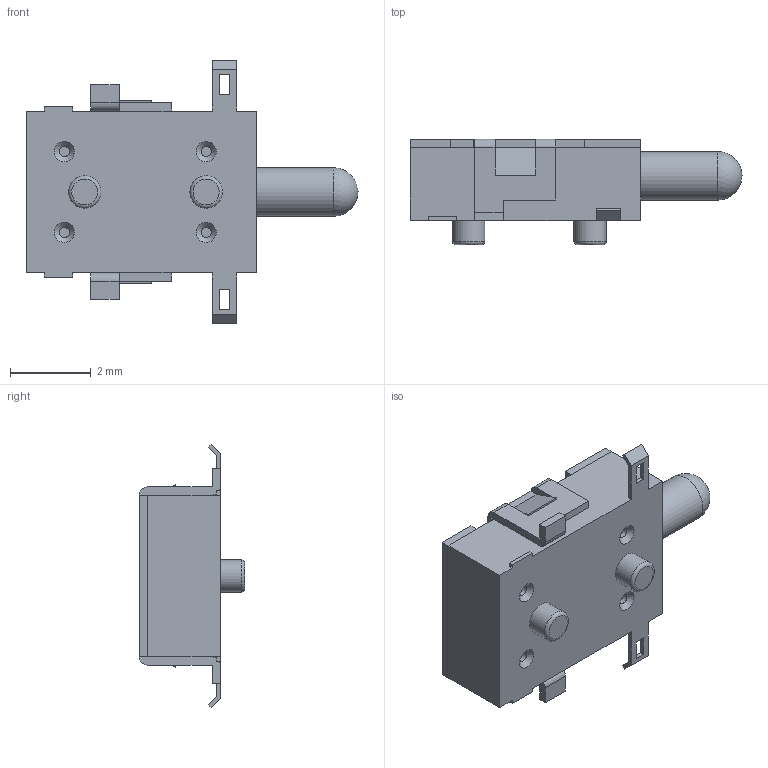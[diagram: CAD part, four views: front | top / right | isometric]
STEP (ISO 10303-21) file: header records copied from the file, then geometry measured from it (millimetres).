
FILE_DESCRIPTION(/* description */ (''),/* implementation_level */ '2;1');
FILE_NAME(/* name */ '900BHQ.stp',/* time_stamp */ '2025-05-16T12:51:27-05:00',/* author */ ('mroman'),/* organization */ (''),/* preprocessor_version */ 'ST-DEVELOPER v18.1',/* originating_system */ 'Autodesk Inventor 2022',/* authorisation */ '');
FILE_SCHEMA (('AUTOMOTIVE_DESIGN { 1 0 10303 214 3 1 1 }'));
Length unit declared in the file: centimetre
Products named in the file (1): 900BHQ
Bounding box: 8.2 x 2.6 x 6.5 mm (x, y, z)
Volume: 36.7 mm3; surface area: 187 mm2
Topology: 1 solids, 1 shells, 162 faces, 433 edges, 278 vertices
Faces by surface type: plane 133, cylinder 22, cone 4, torus 2, sphere 1
Full cylindrical faces by diameter (mm): 0.25 x4, 0.8 x2, 1.2 x1
Entity records: 5003 total; most frequent: CARTESIAN_POINT 873, ORIENTED_EDGE 864, DIRECTION 818, EDGE_CURVE 432, LINE 372, VECTOR 372, VERTEX_POINT 278, AXIS2_PLACEMENT_3D 223
